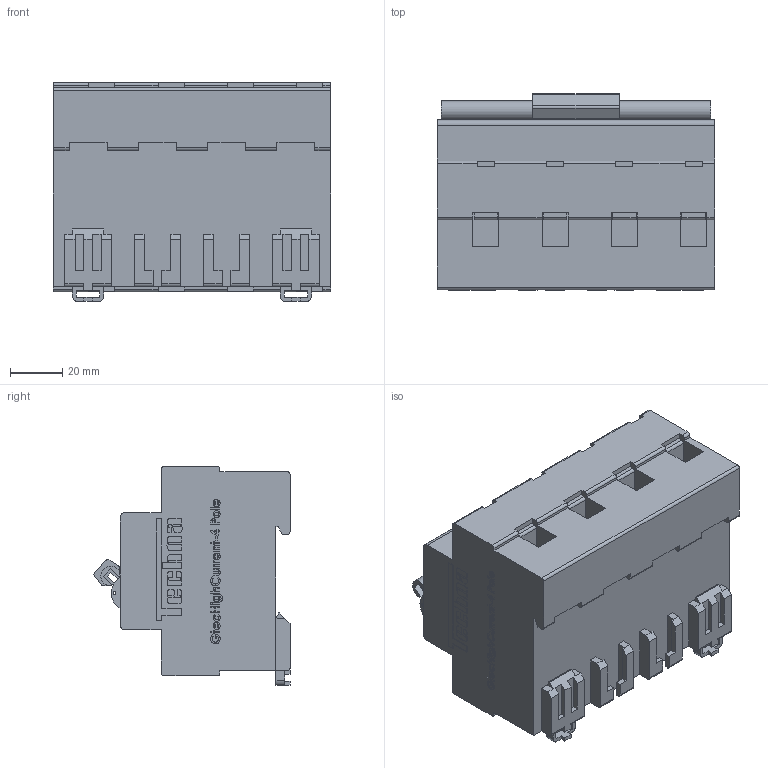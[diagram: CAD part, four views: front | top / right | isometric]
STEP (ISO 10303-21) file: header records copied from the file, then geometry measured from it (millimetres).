
FILE_DESCRIPTION (( 'STEP AP214' ), '1' );
FILE_NAME ('GtecHighCurrent-4 Pole-W.STEP', '2020-05-22T10:27:22', ( '' ), ( '' ), 'SwSTEP 2.0', 'SolidWorks 2020', '' );
FILE_SCHEMA (( 'AUTOMOTIVE_DESIGN' ));
Length unit declared in the file: millimetre
Products named in the file (1): GtecHighCurrent-4 Pole-W
Bounding box: 106 x 75 x 83.7 mm (x, y, z)
Volume: 441950.6 mm3; surface area: 55149.1 mm2
Topology: 1 solids, 1 shells, 1816 faces, 5044 edges, 3344 vertices
Faces by surface type: plane 1167, bspline 347, cylinder 302
Entity records: 94968 total; most frequent: CARTESIAN_POINT 30160, ORIENTED_EDGE 10088, DIRECTION 7934, EDGE_CURVE 5044, VECTOR 3642, LINE 3642, VERTEX_POINT 3344, AXIS2_PLACEMENT_3D 2146
